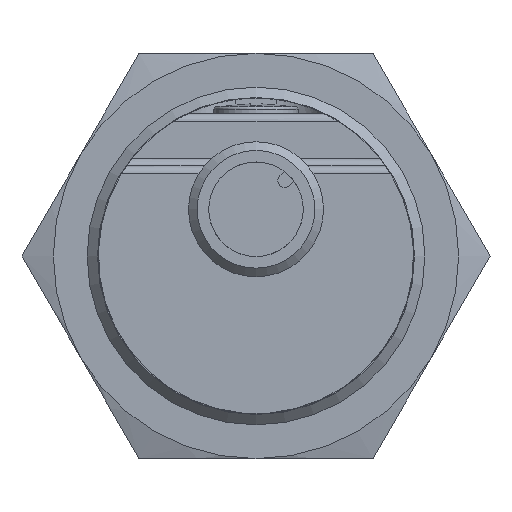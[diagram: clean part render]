
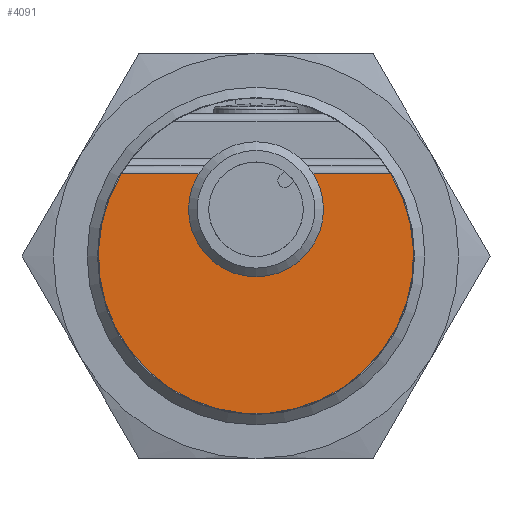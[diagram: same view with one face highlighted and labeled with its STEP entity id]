
A CAD part, left-side view. The second image highlights one B-rep face of the part: STEP entity #4091.
In plain terms, the highlighted planar face has unit normal (-1, 0, 0).
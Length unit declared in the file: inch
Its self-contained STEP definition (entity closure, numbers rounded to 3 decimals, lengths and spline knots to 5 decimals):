
#154 = DIRECTION ( 'NONE',  ( 0., 0., -1. ) ) ;
#191 = CARTESIAN_POINT ( 'NONE',  ( 0., -0.16412, 0.2874 ) ) ;
#271 = DIRECTION ( 'NONE',  ( 1., 0., 0. ) ) ;
#318 = CARTESIAN_POINT ( 'NONE',  ( 0., 0.16412, 0.2874 ) ) ;
#602 = CARTESIAN_POINT ( 'NONE',  ( 0., 0., 0. ) ) ;
#632 = LINE ( 'NONE', #3658, #4221 ) ;
#839 = AXIS2_PLACEMENT_3D ( 'NONE', #1389, #3111, #996 ) ;
#996 = DIRECTION ( 'NONE',  ( 0., 0., 1. ) ) ;
#1123 = EDGE_CURVE ( 'NONE', #4196, #2475, #3884, .T. ) ;
#1192 = EDGE_CURVE ( 'NONE', #3007, #4196, #1417, .T. ) ;
#1294 = PLANE ( 'NONE',  #2196 ) ;
#1389 = CARTESIAN_POINT ( 'NONE',  ( 0., 0., 0. ) ) ;
#1417 = LINE ( 'NONE', #3990, #1515 ) ;
#1515 = VECTOR ( 'NONE', #1533, 39.37008 ) ;
#1533 = DIRECTION ( 'NONE',  ( 0., -1., 0. ) ) ;
#1567 = ORIENTED_EDGE ( 'NONE', *, *, #2261, .F. ) ;
#1638 = DIRECTION ( 'NONE',  ( 0., 0., -1. ) ) ;
#1892 = CARTESIAN_POINT ( 'NONE',  ( 0., -0.47032, 0.2874 ) ) ;
#2196 = AXIS2_PLACEMENT_3D ( 'NONE', #602, #271, #1638 ) ;
#2261 = EDGE_CURVE ( 'NONE', #2955, #3007, #3055, .T. ) ;
#2475 = VERTEX_POINT ( 'NONE', #191 ) ;
#2525 = CARTESIAN_POINT ( 'NONE',  ( 0., 0., 0.16339 ) ) ;
#2602 = CARTESIAN_POINT ( 'NONE',  ( 0., 0.47032, 0.2874 ) ) ;
#2955 = VERTEX_POINT ( 'NONE', #1892 ) ;
#3007 = VERTEX_POINT ( 'NONE', #2602 ) ;
#3036 = AXIS2_PLACEMENT_3D ( 'NONE', #2525, #4239, #154 ) ;
#3055 = CIRCLE ( 'NONE', #839, 0.55118 ) ;
#3111 = DIRECTION ( 'NONE',  ( 1., 0., 0. ) ) ;
#3122 = EDGE_CURVE ( 'NONE', #2475, #2955, #632, .T. ) ;
#3447 = ORIENTED_EDGE ( 'NONE', *, *, #1192, .F. ) ;
#3478 = FACE_OUTER_BOUND ( 'NONE', #4040, .T. ) ;
#3658 = CARTESIAN_POINT ( 'NONE',  ( 0., 0., 0.2874 ) ) ;
#3884 = CIRCLE ( 'NONE', #3036, 0.20571 ) ;
#3990 = CARTESIAN_POINT ( 'NONE',  ( 0., 0., 0.2874 ) ) ;
#3993 = DIRECTION ( 'NONE',  ( 0., -1., 0. ) ) ;
#3997 = ORIENTED_EDGE ( 'NONE', *, *, #1123, .F. ) ;
#4040 = EDGE_LOOP ( 'NONE', ( #3997, #3447, #1567, #4156 ) ) ;
#4091 = ADVANCED_FACE ( 'NONE', ( #3478 ), #1294, .F. ) ;
#4156 = ORIENTED_EDGE ( 'NONE', *, *, #3122, .F. ) ;
#4196 = VERTEX_POINT ( 'NONE', #318 ) ;
#4221 = VECTOR ( 'NONE', #3993, 39.37008 ) ;
#4239 = DIRECTION ( 'NONE',  ( -1., 0., 0. ) ) ;
